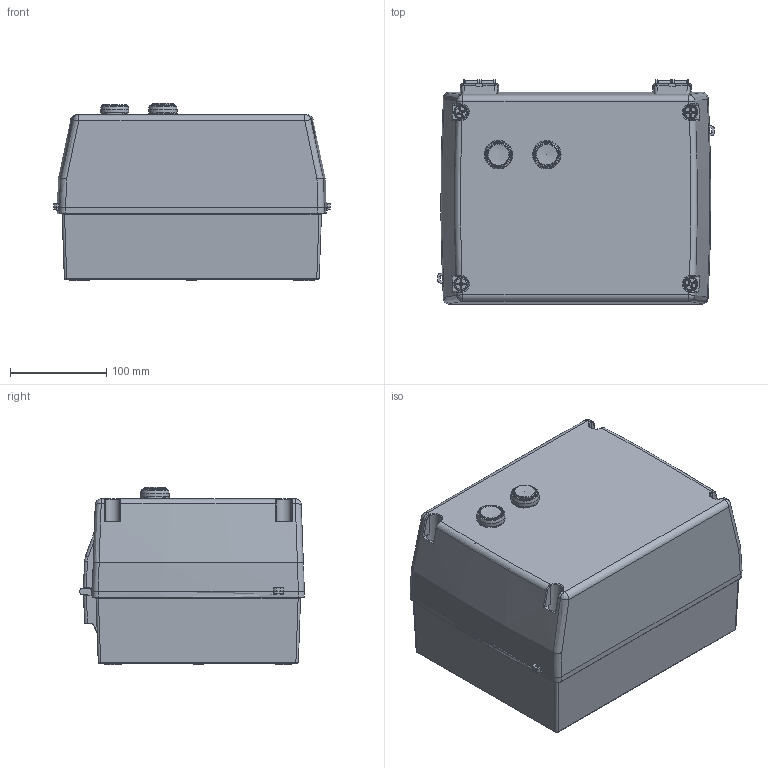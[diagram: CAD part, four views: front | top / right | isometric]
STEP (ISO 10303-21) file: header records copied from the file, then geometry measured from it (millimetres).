
FILE_DESCRIPTION(/* description */ (''),/* implementation_level */ '2;1');
FILE_NAME(/* name */ '3d_M3PA70.stp',/* time_stamp */ '2023-02-27T09:35:36+01:00',/* author */ (''),/* organization */ (''),/* preprocessor_version */ 'ST-DEVELOPER v16.7',/* originating_system */ 'SIEMENS PLM Software NX 12.0',/* authorisation */ '');
FILE_SCHEMA (('AUTOMOTIVE_DESIGN { 1 0 10303 214 3 1 1 1 }'));
Products named in the file (1): RuggB3B4B386q8zc
Bounding box: 287.2 x 233 x 183.9 mm (x, y, z)
Surface area: 408259.5 mm2 (no closed solid volume)
Topology: 0 solids, 25 shells, 2164 faces, 7152 edges, 4887 vertices
Faces by surface type: plane 888, bspline 507, cylinder 457, cone 115, sphere 99, torus 98
Full cylindrical faces by diameter (mm): 3.2 x4, 4.6 x4, 6 x4, 6.4 x4, 7 x4, 7.8 x4, 12.2 x36, 14.4 x4, 14.8 x4, 15.2 x4, 16 x3, 22.8 x2, 28.3 x2
Entity records: 104257 total; most frequent: CARTESIAN_POINT 48669, ORIENTED_EDGE 11440, DIRECTION 9860, EDGE_CURVE 6773, VERTEX_POINT 4769, LINE 3506, VECTOR 3506, AXIS2_PLACEMENT_3D 3177
